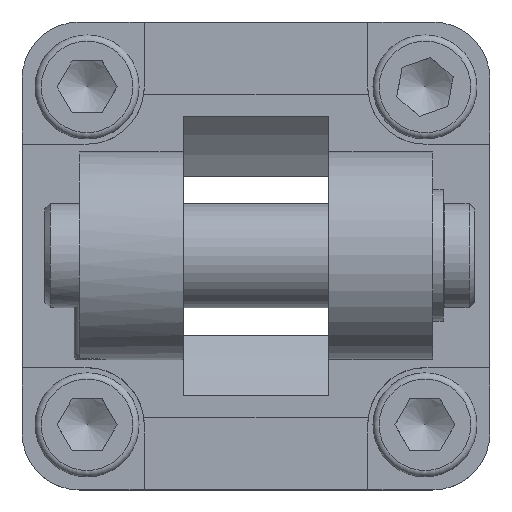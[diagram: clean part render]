
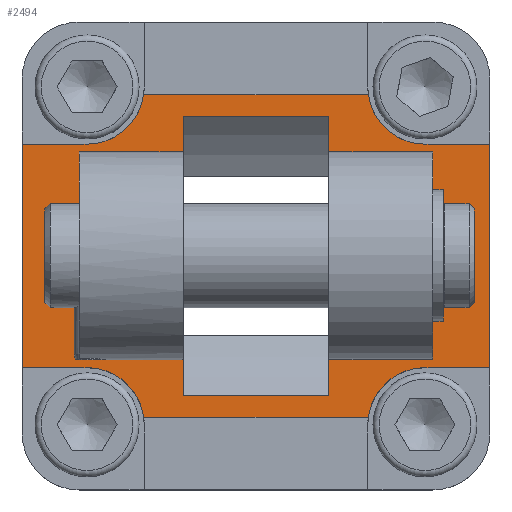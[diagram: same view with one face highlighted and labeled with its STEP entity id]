
A CAD part, top view. The second image highlights one B-rep face of the part: STEP entity #2494.
In plain terms, the highlighted planar face has unit normal (0, 0, 1).
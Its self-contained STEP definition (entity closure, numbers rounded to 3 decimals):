
#113=LINE('',#3854,#288);
#140=LINE('',#4065,#315);
#143=LINE('',#4070,#318);
#145=LINE('',#4079,#320);
#147=LINE('',#4088,#322);
#150=LINE('',#4098,#325);
#151=LINE('',#4100,#326);
#152=LINE('',#4102,#327);
#153=LINE('',#4106,#328);
#154=LINE('',#4110,#329);
#155=LINE('',#4112,#330);
#156=LINE('',#4114,#331);
#157=LINE('',#4118,#332);
#158=LINE('',#4121,#333);
#159=LINE('',#4122,#334);
#160=LINE('',#4124,#335);
#161=LINE('',#4125,#336);
#162=LINE('',#4126,#337);
#163=LINE('',#4128,#338);
#164=LINE('',#4129,#339);
#288=VECTOR('',#3118,20.);
#315=VECTOR('',#3209,10.);
#318=VECTOR('',#3214,20.);
#320=VECTOR('',#3222,14.);
#322=VECTOR('',#3230,14.);
#325=VECTOR('',#3241,6.25);
#326=VECTOR('',#3242,21.5);
#327=VECTOR('',#3243,6.25);
#328=VECTOR('',#3246,21.603);
#329=VECTOR('',#3249,6.25);
#330=VECTOR('',#3250,21.5);
#331=VECTOR('',#3251,6.25);
#332=VECTOR('',#3254,21.603);
#333=VECTOR('',#3257,3.385);
#334=VECTOR('',#3258,10.);
#335=VECTOR('',#3259,10.);
#336=VECTOR('',#3260,3.385);
#337=VECTOR('',#3261,3.385);
#338=VECTOR('',#3262,10.);
#339=VECTOR('',#3263,3.385);
#503=FACE_BOUND('',#806,.T.);
#622=FACE_OUTER_BOUND('',#805,.T.);
#805=EDGE_LOOP('',(#1913,#1914,#1915,#1916,#1917,#1918,#1919,#1920,#1921,
#1922,#1923,#1924));
#806=EDGE_LOOP('',(#1925,#1926,#1927,#1928,#1929,#1930,#1931,#1932,#1933,
#1934,#1935,#1936));
#953=CIRCLE('',#2717,5.5);
#954=CIRCLE('',#2718,5.5);
#955=CIRCLE('',#2719,5.5);
#956=CIRCLE('',#2720,5.5);
#1091=VERTEX_POINT('',#3852);
#1092=VERTEX_POINT('',#3853);
#1130=VERTEX_POINT('',#4062);
#1131=VERTEX_POINT('',#4064);
#1132=VERTEX_POINT('',#4068);
#1135=VERTEX_POINT('',#4076);
#1136=VERTEX_POINT('',#4078);
#1139=VERTEX_POINT('',#4085);
#1140=VERTEX_POINT('',#4087);
#1142=VERTEX_POINT('',#4096);
#1143=VERTEX_POINT('',#4097);
#1144=VERTEX_POINT('',#4099);
#1145=VERTEX_POINT('',#4101);
#1146=VERTEX_POINT('',#4103);
#1147=VERTEX_POINT('',#4105);
#1148=VERTEX_POINT('',#4107);
#1149=VERTEX_POINT('',#4109);
#1150=VERTEX_POINT('',#4111);
#1151=VERTEX_POINT('',#4113);
#1152=VERTEX_POINT('',#4115);
#1153=VERTEX_POINT('',#4117);
#1154=VERTEX_POINT('',#4120);
#1155=VERTEX_POINT('',#4123);
#1156=VERTEX_POINT('',#4127);
#1354=EDGE_CURVE('',#1091,#1092,#113,.T.);
#1408=EDGE_CURVE('',#1131,#1130,#140,.T.);
#1411=EDGE_CURVE('',#1130,#1132,#143,.T.);
#1415=EDGE_CURVE('',#1136,#1135,#145,.T.);
#1419=EDGE_CURVE('',#1140,#1139,#147,.T.);
#1424=EDGE_CURVE('',#1142,#1143,#150,.T.);
#1425=EDGE_CURVE('',#1144,#1143,#151,.T.);
#1426=EDGE_CURVE('',#1144,#1145,#152,.T.);
#1427=EDGE_CURVE('',#1145,#1146,#953,.T.);
#1428=EDGE_CURVE('',#1146,#1147,#153,.T.);
#1429=EDGE_CURVE('',#1147,#1148,#954,.T.);
#1430=EDGE_CURVE('',#1148,#1149,#154,.T.);
#1431=EDGE_CURVE('',#1150,#1149,#155,.T.);
#1432=EDGE_CURVE('',#1150,#1151,#156,.T.);
#1433=EDGE_CURVE('',#1151,#1152,#955,.T.);
#1434=EDGE_CURVE('',#1152,#1153,#157,.T.);
#1435=EDGE_CURVE('',#1153,#1142,#956,.T.);
#1436=EDGE_CURVE('',#1139,#1154,#158,.T.);
#1437=EDGE_CURVE('',#1154,#1091,#159,.T.);
#1438=EDGE_CURVE('',#1092,#1155,#160,.T.);
#1439=EDGE_CURVE('',#1155,#1136,#161,.T.);
#1440=EDGE_CURVE('',#1135,#1131,#162,.T.);
#1441=EDGE_CURVE('',#1132,#1156,#163,.T.);
#1442=EDGE_CURVE('',#1156,#1140,#164,.T.);
#1913=ORIENTED_EDGE('',*,*,#1424,.T.);
#1914=ORIENTED_EDGE('',*,*,#1425,.F.);
#1915=ORIENTED_EDGE('',*,*,#1426,.T.);
#1916=ORIENTED_EDGE('',*,*,#1427,.T.);
#1917=ORIENTED_EDGE('',*,*,#1428,.T.);
#1918=ORIENTED_EDGE('',*,*,#1429,.T.);
#1919=ORIENTED_EDGE('',*,*,#1430,.T.);
#1920=ORIENTED_EDGE('',*,*,#1431,.F.);
#1921=ORIENTED_EDGE('',*,*,#1432,.T.);
#1922=ORIENTED_EDGE('',*,*,#1433,.T.);
#1923=ORIENTED_EDGE('',*,*,#1434,.T.);
#1924=ORIENTED_EDGE('',*,*,#1435,.T.);
#1925=ORIENTED_EDGE('',*,*,#1436,.T.);
#1926=ORIENTED_EDGE('',*,*,#1437,.T.);
#1927=ORIENTED_EDGE('',*,*,#1354,.T.);
#1928=ORIENTED_EDGE('',*,*,#1438,.T.);
#1929=ORIENTED_EDGE('',*,*,#1439,.T.);
#1930=ORIENTED_EDGE('',*,*,#1415,.T.);
#1931=ORIENTED_EDGE('',*,*,#1440,.T.);
#1932=ORIENTED_EDGE('',*,*,#1408,.T.);
#1933=ORIENTED_EDGE('',*,*,#1411,.T.);
#1934=ORIENTED_EDGE('',*,*,#1441,.T.);
#1935=ORIENTED_EDGE('',*,*,#1442,.T.);
#1936=ORIENTED_EDGE('',*,*,#1419,.T.);
#2220=PLANE('',#2716);
#2494=ADVANCED_FACE('',(#622,#503),#2220,.T.);
#2716=AXIS2_PLACEMENT_3D('',#4095,#3239,#3240);
#2717=AXIS2_PLACEMENT_3D('',#4104,#3244,#3245);
#2718=AXIS2_PLACEMENT_3D('',#4108,#3247,#3248);
#2719=AXIS2_PLACEMENT_3D('',#4116,#3252,#3253);
#2720=AXIS2_PLACEMENT_3D('',#4119,#3255,#3256);
#3118=DIRECTION('',(0.,-1.,0.));
#3209=DIRECTION('',(-1.,0.,0.));
#3214=DIRECTION('',(0.,1.,0.));
#3222=DIRECTION('',(-1.,0.,0.));
#3230=DIRECTION('',(1.,0.,0.));
#3239=DIRECTION('center_axis',(0.,0.,1.));
#3240=DIRECTION('ref_axis',(0.,1.,0.));
#3241=DIRECTION('',(-1.,0.,0.));
#3242=DIRECTION('',(0.,1.,0.));
#3243=DIRECTION('',(1.,0.,0.));
#3244=DIRECTION('center_axis',(0.,0.,-1.));
#3245=DIRECTION('ref_axis',(1.,0.,0.));
#3246=DIRECTION('',(1.,0.,0.));
#3247=DIRECTION('center_axis',(0.,0.,-1.));
#3248=DIRECTION('ref_axis',(0.,1.,0.));
#3249=DIRECTION('',(1.,0.,0.));
#3250=DIRECTION('',(0.,-1.,0.));
#3251=DIRECTION('',(-1.,0.,0.));
#3252=DIRECTION('center_axis',(0.,0.,-1.));
#3253=DIRECTION('ref_axis',(-1.,0.,0.));
#3254=DIRECTION('',(-1.,0.,0.));
#3255=DIRECTION('center_axis',(0.,0.,-1.));
#3256=DIRECTION('ref_axis',(0.,-1.,0.));
#3257=DIRECTION('',(0.,-1.,0.));
#3258=DIRECTION('',(1.,0.,0.));
#3259=DIRECTION('',(-1.,0.,0.));
#3260=DIRECTION('',(0.,-1.,0.));
#3261=DIRECTION('',(0.,1.,0.));
#3262=DIRECTION('',(1.,0.,0.));
#3263=DIRECTION('',(0.,1.,0.));
#3852=CARTESIAN_POINT('',(17.,10.,9.));
#3853=CARTESIAN_POINT('',(17.,-10.,9.));
#3854=CARTESIAN_POINT('',(17.,0.,9.));
#4062=CARTESIAN_POINT('',(-17.,-10.,9.));
#4064=CARTESIAN_POINT('',(-7.,-10.,9.));
#4065=CARTESIAN_POINT('',(-8.5,-10.,9.));
#4068=CARTESIAN_POINT('',(-17.,10.,9.));
#4070=CARTESIAN_POINT('',(-17.,0.,9.));
#4076=CARTESIAN_POINT('',(-7.,-13.385,9.));
#4078=CARTESIAN_POINT('',(7.,-13.385,9.));
#4079=CARTESIAN_POINT('',(7.,-13.385,9.));
#4085=CARTESIAN_POINT('',(7.,13.385,9.));
#4087=CARTESIAN_POINT('',(-7.,13.385,9.));
#4088=CARTESIAN_POINT('',(7.,13.385,9.));
#4095=CARTESIAN_POINT('Origin',(0.,0.,
9.));
#4096=CARTESIAN_POINT('',(-16.25,10.75,9.));
#4097=CARTESIAN_POINT('',(-22.5,10.75,9.));
#4098=CARTESIAN_POINT('',(-11.25,10.75,9.));
#4099=CARTESIAN_POINT('',(-22.5,-10.75,9.));
#4100=CARTESIAN_POINT('',(-22.5,17.,9.));
#4101=CARTESIAN_POINT('',(-16.25,-10.75,9.));
#4102=CARTESIAN_POINT('',(-8.125,-10.75,9.));
#4103=CARTESIAN_POINT('',(-10.801,-15.5,9.));
#4104=CARTESIAN_POINT('Origin',(-16.25,-16.25,9.));
#4105=CARTESIAN_POINT('',(10.801,-15.5,9.));
#4106=CARTESIAN_POINT('',(11.25,-15.5,9.));
#4107=CARTESIAN_POINT('',(16.25,-10.75,9.));
#4108=CARTESIAN_POINT('Origin',(16.25,-16.25,9.));
#4109=CARTESIAN_POINT('',(22.5,-10.75,9.));
#4110=CARTESIAN_POINT('',(11.25,-10.75,9.));
#4111=CARTESIAN_POINT('',(22.5,10.75,9.));
#4112=CARTESIAN_POINT('',(22.5,-17.,9.));
#4113=CARTESIAN_POINT('',(16.25,10.75,9.));
#4114=CARTESIAN_POINT('',(8.125,10.75,9.));
#4115=CARTESIAN_POINT('',(10.801,15.5,9.));
#4116=CARTESIAN_POINT('Origin',(16.25,16.25,9.));
#4117=CARTESIAN_POINT('',(-10.801,15.5,9.));
#4118=CARTESIAN_POINT('',(-11.25,15.5,9.));
#4119=CARTESIAN_POINT('Origin',(-16.25,16.25,9.));
#4120=CARTESIAN_POINT('',(7.,10.,9.));
#4121=CARTESIAN_POINT('',(7.,0.,9.));
#4122=CARTESIAN_POINT('',(8.5,10.,9.));
#4123=CARTESIAN_POINT('',(7.,-10.,9.));
#4124=CARTESIAN_POINT('',(8.5,-10.,9.));
#4125=CARTESIAN_POINT('',(7.,0.,9.));
#4126=CARTESIAN_POINT('',(-7.,0.,9.));
#4127=CARTESIAN_POINT('',(-7.,10.,9.));
#4128=CARTESIAN_POINT('',(-8.5,10.,9.));
#4129=CARTESIAN_POINT('',(-7.,0.,9.));
